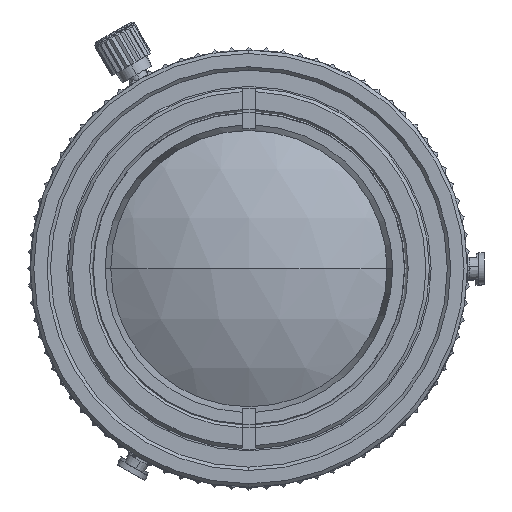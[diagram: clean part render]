
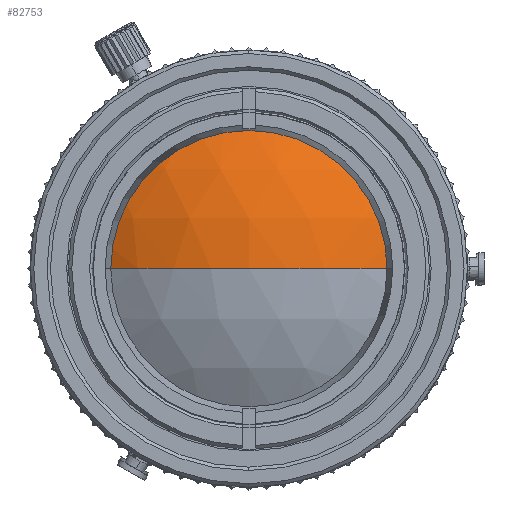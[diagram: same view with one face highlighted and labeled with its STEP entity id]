
A CAD part, left-side view. The second image highlights one B-rep face of the part: STEP entity #82753.
In plain terms, the highlighted spherical face has radius 24.056 mm.
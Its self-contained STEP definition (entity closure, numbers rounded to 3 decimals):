
#7473 = CIRCLE ( 'NONE', #45528, 12.75 ) ;
#7718 = DIRECTION ( 'NONE',  ( 0., 0., 1. ) ) ;
#10420 = SPHERICAL_SURFACE ( 'NONE', #19442, 24.056 ) ;
#11696 = ORIENTED_EDGE ( 'NONE', *, *, #73920, .F. ) ;
#13572 = CIRCLE ( 'NONE', #61109, 24.056 ) ;
#19104 = CARTESIAN_POINT ( 'NONE',  ( -18.518, -1.159, 38.5 ) ) ;
#19442 = AXIS2_PLACEMENT_3D ( 'NONE', #40436, #25322, #63098 ) ;
#25322 = DIRECTION ( 'NONE',  ( 0., 0., 1. ) ) ;
#26672 = DIRECTION ( 'NONE',  ( 0., 1., 0. ) ) ;
#28191 = CARTESIAN_POINT ( 'NONE',  ( -22.175, -1.159, 38.5 ) ) ;
#30381 = FACE_OUTER_BOUND ( 'NONE', #92364, .T. ) ;
#32435 = VERTEX_POINT ( 'NONE', #28191 ) ;
#37798 = CARTESIAN_POINT ( 'NONE',  ( 1.881, -1.159, 38.5 ) ) ;
#40436 = CARTESIAN_POINT ( 'NONE',  ( 1.881, -1.159, 38.5 ) ) ;
#42138 = CARTESIAN_POINT ( 'NONE',  ( -18.518, -13.909, 38.5 ) ) ;
#45335 = DIRECTION ( 'NONE',  ( -1., 0., 0. ) ) ;
#45528 = AXIS2_PLACEMENT_3D ( 'NONE', #19104, #71686, #26672 ) ;
#51013 = CIRCLE ( 'NONE', #89479, 24.056 ) ;
#52065 = VERTEX_POINT ( 'NONE', #90574 ) ;
#52746 = CARTESIAN_POINT ( 'NONE',  ( 1.881, -1.159, 38.5 ) ) ;
#60173 = VERTEX_POINT ( 'NONE', #42138 ) ;
#60300 = DIRECTION ( 'NONE',  ( 0., -1., 0. ) ) ;
#61109 = AXIS2_PLACEMENT_3D ( 'NONE', #52746, #7718, #60300 ) ;
#63098 = DIRECTION ( 'NONE',  ( 0., 1., 0. ) ) ;
#70070 = EDGE_CURVE ( 'NONE', #32435, #60173, #13572, .T. ) ;
#71686 = DIRECTION ( 'NONE',  ( 1., 0., 0. ) ) ;
#71994 = ORIENTED_EDGE ( 'NONE', *, *, #70070, .T. ) ;
#73461 = EDGE_CURVE ( 'NONE', #32435, #52065, #51013, .T. ) ;
#73920 = EDGE_CURVE ( 'NONE', #52065, #60173, #7473, .T. ) ;
#79026 = ORIENTED_EDGE ( 'NONE', *, *, #73461, .F. ) ;
#82753 = ADVANCED_FACE ( 'NONE', ( #30381 ), #10420, .T. ) ;
#89479 = AXIS2_PLACEMENT_3D ( 'NONE', #37798, #90272, #45335 ) ;
#90272 = DIRECTION ( 'NONE',  ( 0., 0., -1. ) ) ;
#90574 = CARTESIAN_POINT ( 'NONE',  ( -18.518, 11.591, 38.5 ) ) ;
#92364 = EDGE_LOOP ( 'NONE', ( #79026, #71994, #11696 ) ) ;
